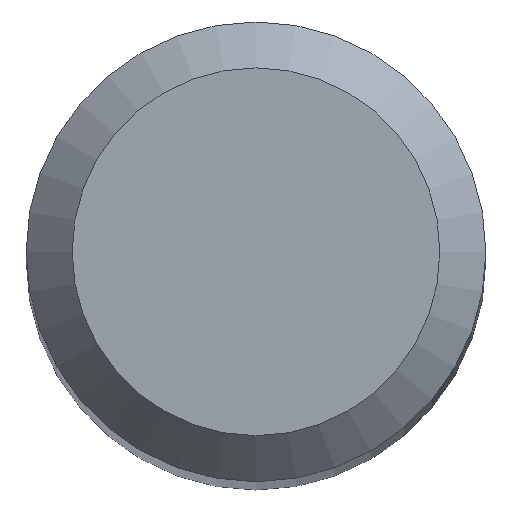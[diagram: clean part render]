
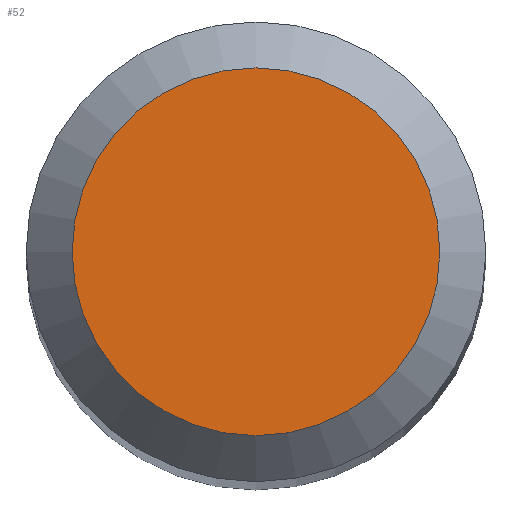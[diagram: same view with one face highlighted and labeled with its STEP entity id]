
A CAD part, top view. The second image highlights one B-rep face of the part: STEP entity #52.
In plain terms, the highlighted planar face has unit normal (0, 0, 1).
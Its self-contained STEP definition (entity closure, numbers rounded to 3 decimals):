
#4 = ORIENTED_EDGE ( 'NONE', *, *, #122, .F. ) ;
#24 = DIRECTION ( 'NONE',  ( 0., 0., -1. ) ) ;
#35 = EDGE_LOOP ( 'NONE', ( #4 ) ) ;
#36 = AXIS2_PLACEMENT_3D ( 'NONE', #140, #24, #177 ) ;
#52 = ADVANCED_FACE ( 'NONE', ( #229 ), #193, .F. ) ;
#102 = AXIS2_PLACEMENT_3D ( 'NONE', #164, #238, #146 ) ;
#104 = CARTESIAN_POINT ( 'NONE',  ( 0., 1.2, 38. ) ) ;
#121 = VERTEX_POINT ( 'NONE', #104 ) ;
#122 = EDGE_CURVE ( 'NONE', #121, #121, #214, .T. ) ;
#140 = CARTESIAN_POINT ( 'NONE',  ( 0., 0., 38. ) ) ;
#146 = DIRECTION ( 'NONE',  ( 0., 1., 0. ) ) ;
#164 = CARTESIAN_POINT ( 'NONE',  ( 0., 0., 38. ) ) ;
#177 = DIRECTION ( 'NONE',  ( 0., 1., 0. ) ) ;
#193 = PLANE ( 'NONE',  #36 ) ;
#214 = CIRCLE ( 'NONE', #102, 1.2 ) ;
#229 = FACE_OUTER_BOUND ( 'NONE', #35, .T. ) ;
#238 = DIRECTION ( 'NONE',  ( 0., 0., -1. ) ) ;
